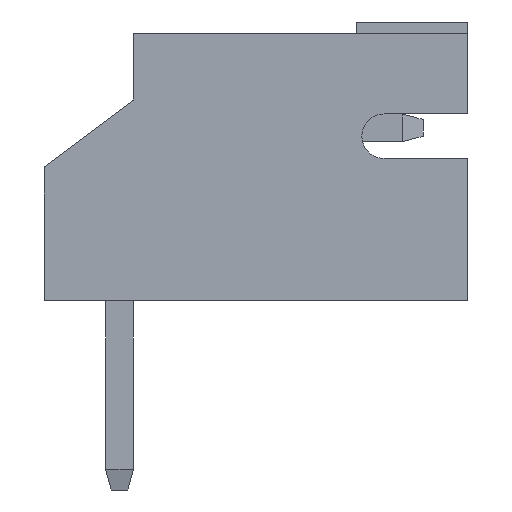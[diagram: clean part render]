
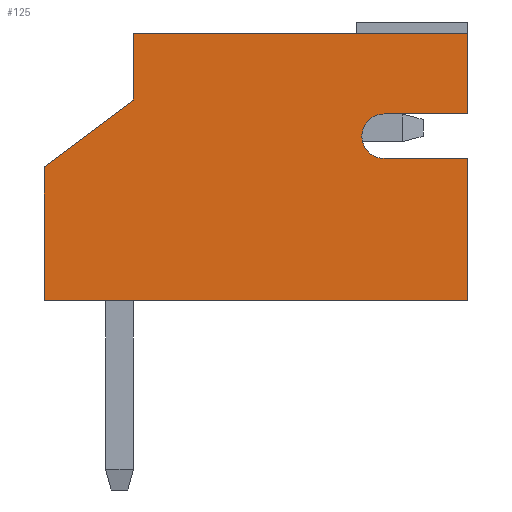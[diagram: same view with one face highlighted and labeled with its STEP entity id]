
A CAD part, left-side view. The second image highlights one B-rep face of the part: STEP entity #125.
In plain terms, the highlighted planar face has unit normal (-1, 0, 0).
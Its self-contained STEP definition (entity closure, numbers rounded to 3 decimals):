
#125=ADVANCED_FACE('',(#2584),#2586,.T.);
#2584=FACE_BOUND('',#2585,.T.);
#2585=EDGE_LOOP('',(#4574,#4575,#4576,#4577,#4578,#4579,#4580,#4581,#4582,#4583));
#2586=PLANE('',#2587);
#2587=AXIS2_PLACEMENT_3D('',#2588,#2589,#2590);
#2588=CARTESIAN_POINT('',(-1.95,0.,0.));
#2589=DIRECTION('',(-1.,0.,0.));
#2590=DIRECTION('',(0.,0.,1.));
#4574=ORIENTED_EDGE('',*,*,#5963,.T.);
#4575=ORIENTED_EDGE('',*,*,#5899,.T.);
#4576=ORIENTED_EDGE('',*,*,#5957,.T.);
#4577=ORIENTED_EDGE('',*,*,#5964,.T.);
#4578=ORIENTED_EDGE('',*,*,#5965,.T.);
#4579=ORIENTED_EDGE('',*,*,#5966,.T.);
#4580=ORIENTED_EDGE('',*,*,#5967,.T.);
#4581=ORIENTED_EDGE('',*,*,#5968,.T.);
#4582=ORIENTED_EDGE('',*,*,#5969,.T.);
#4583=ORIENTED_EDGE('',*,*,#5970,.T.);
#5899=EDGE_CURVE('',#6608,#6606,#6609,.T.);
#5957=EDGE_CURVE('',#6606,#6718,#6720,.T.);
#5963=EDGE_CURVE('',#6728,#6608,#6729,.F.);
#5964=EDGE_CURVE('',#6718,#6730,#6731,.T.);
#5965=EDGE_CURVE('',#6730,#6732,#6733,.T.);
#5966=EDGE_CURVE('',#6732,#6734,#6735,.T.);
#5967=EDGE_CURVE('',#6734,#6736,#6737,.T.);
#5968=EDGE_CURVE('',#6736,#6738,#6739,.T.);
#5969=EDGE_CURVE('',#6738,#6740,#6741,.F.);
#5970=EDGE_CURVE('',#6740,#6728,#6742,.F.);
#6606=VERTEX_POINT('',#7761);
#6608=VERTEX_POINT('',#7765);
#6609=LINE('',#7766,#7767);
#6718=VERTEX_POINT('',#7989);
#6720=LINE('',#7993,#7994);
#6728=VERTEX_POINT('',#8013);
#6729=LINE('',#8014,#8015);
#6730=VERTEX_POINT('',#8017);
#6731=LINE('',#8018,#8019);
#6732=VERTEX_POINT('',#8021);
#6733=LINE('',#8022,#8023);
#6734=VERTEX_POINT('',#8025);
#6735=LINE('',#8026,#8027);
#6736=VERTEX_POINT('',#8029);
#6737=LINE('',#8030,#8031);
#6738=VERTEX_POINT('',#8033);
#6739=LINE('',#8034,#8035);
#6740=VERTEX_POINT('',#8037);
#6741=LINE('',#8038,#8039);
#6742=CIRCLE('',#8041,0.4);
#7761=CARTESIAN_POINT('',(-1.95,-6.25,4.8));
#7765=CARTESIAN_POINT('',(-1.95,-6.25,3.35));
#7766=CARTESIAN_POINT('',(-1.95,-6.25,3.35));
#7767=VECTOR('',#7768,1.);
#7768=DIRECTION('',(0.,0.,1.));
#7989=CARTESIAN_POINT('',(-1.95,-0.25,4.8));
#7993=CARTESIAN_POINT('',(-1.95,-6.25,4.8));
#7994=VECTOR('',#7995,1.);
#7995=DIRECTION('',(0.,1.,0.));
#8013=CARTESIAN_POINT('',(-1.95,-4.75,3.35));
#8014=CARTESIAN_POINT('',(-1.95,-6.25,3.35));
#8015=VECTOR('',#8016,1.);
#8016=DIRECTION('',(0.,1.,0.));
#8017=CARTESIAN_POINT('',(-1.95,-0.25,3.6));
#8018=CARTESIAN_POINT('',(-1.95,-0.25,4.8));
#8019=VECTOR('',#8020,1.);
#8020=DIRECTION('',(0.,0.,-1.));
#8021=CARTESIAN_POINT('',(-1.95,1.35,2.4));
#8022=CARTESIAN_POINT('',(-1.95,-0.25,3.6));
#8023=VECTOR('',#8024,1.);
#8024=DIRECTION('',(0.,0.8,-0.6));
#8025=CARTESIAN_POINT('',(-1.95,1.35,0.));
#8026=CARTESIAN_POINT('',(-1.95,1.35,2.4));
#8027=VECTOR('',#8028,1.);
#8028=DIRECTION('',(0.,0.,-1.));
#8029=CARTESIAN_POINT('',(-1.95,-6.25,0.));
#8030=CARTESIAN_POINT('',(-1.95,1.35,0.));
#8031=VECTOR('',#8032,1.);
#8032=DIRECTION('',(0.,-1.,0.));
#8033=CARTESIAN_POINT('',(-1.95,-6.25,2.55));
#8034=CARTESIAN_POINT('',(-1.95,-6.25,0.));
#8035=VECTOR('',#8036,1.);
#8036=DIRECTION('',(0.,0.,1.));
#8037=CARTESIAN_POINT('',(-1.95,-4.75,2.55));
#8038=CARTESIAN_POINT('',(-1.95,-4.75,2.55));
#8039=VECTOR('',#8040,1.);
#8040=DIRECTION('',(0.,-1.,0.));
#8041=AXIS2_PLACEMENT_3D('',#8042,#8043,#8044);
#8042=CARTESIAN_POINT('',(-1.95,-4.75,2.95));
#8043=DIRECTION('',(-1.,0.,0.));
#8044=DIRECTION('',(0.,0.,1.));
